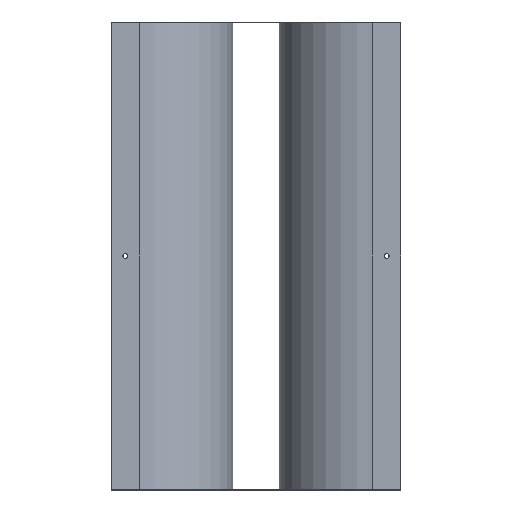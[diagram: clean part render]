
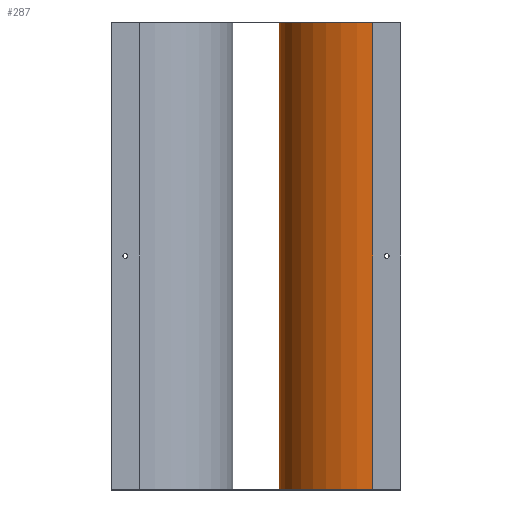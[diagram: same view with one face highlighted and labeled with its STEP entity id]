
A CAD part, front view. The second image highlights one B-rep face of the part: STEP entity #287.
In plain terms, the highlighted cylindrical face has radius 100 mm (diameter 200 mm), a partial arc.
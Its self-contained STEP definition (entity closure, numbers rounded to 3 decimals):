
#46 = EDGE_LOOP ( 'NONE', ( #639, #725, #724, #728 ) ) ;
#85 = VERTEX_POINT ( 'NONE', #973 ) ;
#87 = VERTEX_POINT ( 'NONE', #965 ) ;
#181 = CIRCLE ( 'NONE', #479, 100. ) ;
#287 = ADVANCED_FACE ( 'NONE', ( #820 ), #827, .T. ) ;
#333 = AXIS2_PLACEMENT_3D ( 'NONE', #1442, #1443, #1453 ) ;
#385 = EDGE_CURVE ( 'NONE', #85, #87, #1290, .T. ) ;
#446 = EDGE_CURVE ( 'NONE', #621, #87, #1355, .T. ) ;
#479 = AXIS2_PLACEMENT_3D ( 'NONE', #1067, #1065, #1064 ) ;
#484 = EDGE_CURVE ( 'NONE', #615, #621, #1391, .T. ) ;
#525 = AXIS2_PLACEMENT_3D ( 'NONE', #1267, #1274, #1273 ) ;
#541 = EDGE_CURVE ( 'NONE', #615, #85, #181, .T. ) ;
#615 = VERTEX_POINT ( 'NONE', #949 ) ;
#621 = VERTEX_POINT ( 'NONE', #943 ) ;
#639 = ORIENTED_EDGE ( 'NONE', *, *, #385, .F. ) ;
#724 = ORIENTED_EDGE ( 'NONE', *, *, #484, .T. ) ;
#725 = ORIENTED_EDGE ( 'NONE', *, *, #541, .F. ) ;
#728 = ORIENTED_EDGE ( 'NONE', *, *, #446, .T. ) ;
#820 = FACE_OUTER_BOUND ( 'NONE', #46, .T. ) ;
#827 = CYLINDRICAL_SURFACE ( 'NONE', #333, 100. ) ;
#943 = CARTESIAN_POINT ( 'NONE',  ( 125., 39., 0. ) ) ;
#949 = CARTESIAN_POINT ( 'NONE',  ( 125., 39., -499. ) ) ;
#965 = CARTESIAN_POINT ( 'NONE',  ( 25., 139., 0. ) ) ;
#973 = CARTESIAN_POINT ( 'NONE',  ( 25., 139., -499. ) ) ;
#1064 = DIRECTION ( 'NONE',  ( -1., 0., 0. ) ) ;
#1065 = DIRECTION ( 'NONE',  ( 0., 0., -1. ) ) ;
#1067 = CARTESIAN_POINT ( 'NONE',  ( 125., 139., -499. ) ) ;
#1243 = DIRECTION ( 'NONE',  ( 0., 0., 1. ) ) ;
#1253 = CARTESIAN_POINT ( 'NONE',  ( 125., 39., -500. ) ) ;
#1267 = CARTESIAN_POINT ( 'NONE',  ( 125., 139., 0. ) ) ;
#1273 = DIRECTION ( 'NONE',  ( -1., 0., 0. ) ) ;
#1274 = DIRECTION ( 'NONE',  ( 0., 0., -1. ) ) ;
#1290 = LINE ( 'NONE', #1603, #1292 ) ;
#1292 = VECTOR ( 'NONE', #1601, 1000. ) ;
#1355 = CIRCLE ( 'NONE', #525, 100. ) ;
#1391 = LINE ( 'NONE', #1253, #1395 ) ;
#1395 = VECTOR ( 'NONE', #1243, 1000. ) ;
#1442 = CARTESIAN_POINT ( 'NONE',  ( 125., 139., -500. ) ) ;
#1443 = DIRECTION ( 'NONE',  ( 0., 0., 1. ) ) ;
#1453 = DIRECTION ( 'NONE',  ( 1., 0., 0. ) ) ;
#1601 = DIRECTION ( 'NONE',  ( 0., 0., 1. ) ) ;
#1603 = CARTESIAN_POINT ( 'NONE',  ( 25., 139., -500. ) ) ;
